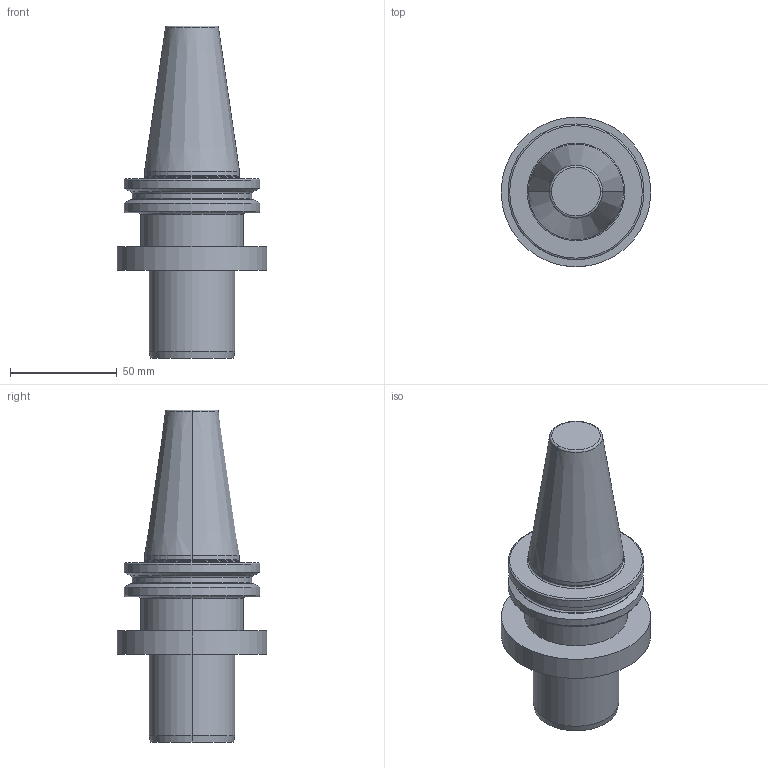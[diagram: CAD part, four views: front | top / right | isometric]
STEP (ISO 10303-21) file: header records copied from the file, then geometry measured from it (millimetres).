
FILE_DESCRIPTION(/* description */ (''),/* implementation_level */ '2;1');
FILE_NAME(/* name */ '1624522436064.stp',/* time_stamp */ '2021-06-24T13:44:09+05:00',/* author */ (''),/* organization */ ('SMS'),/* preprocessor_version */ 'ST-DEVELOPER v16.7',/* originating_system */ 'SIEMENS PLM Software NX 12.0',/* authorisation */ '');
FILE_SCHEMA (('AUTOMOTIVE_DESIGN { 1 0 10303 214 3 1 1 1 }'));
Length unit declared in the file: millimetre
Products named in the file (1): 203536836mod000_00
Bounding box: 70 x 70 x 155.25 mm (x, y, z)
Volume: 239680.2 mm3; surface area: 30820.8 mm2
Topology: 1 solids, 1 shells, 39 faces, 74 edges, 46 vertices
Faces by surface type: torus 12, cylinder 11, plane 8, cone 8
Full cylindrical faces by diameter (mm): 56 x1, 63.5 x2
Entity records: 1060 total; most frequent: DIRECTION 215, CARTESIAN_POINT 163, ORIENTED_EDGE 148, AXIS2_PLACEMENT_3D 98, EDGE_CURVE 74, CIRCLE 55, EDGE_LOOP 45, VERTEX_POINT 43
